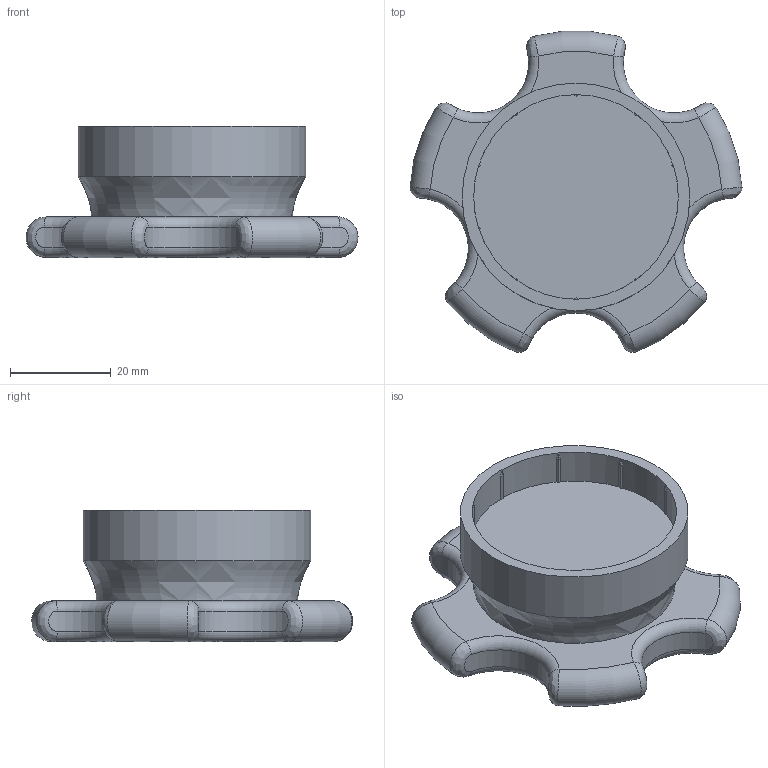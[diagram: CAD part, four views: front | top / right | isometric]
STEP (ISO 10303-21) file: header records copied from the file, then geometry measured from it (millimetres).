
FILE_DESCRIPTION(/* description */ (''),/* implementation_level */ '2;1');
FILE_NAME(/* name */ 'Milk Lid Clamp v7.stp',/* time_stamp */ '2025-09-12T00:18:00+02:00',/* author */ (''),/* organization */ (''),/* preprocessor_version */ 'ST-DEVELOPER v20.1',/* originating_system */ 'Autodesk Translation Framework v14.10.0.0',/* authorisation */ '');
FILE_SCHEMA (('AUTOMOTIVE_DESIGN { 1 0 10303 214 3 1 1 }'));
Length unit declared in the file: millimetre
Products named in the file (1): Milk Lid Clamp
Bounding box: 65.89 x 63.73 x 26.03 mm (x, y, z)
Volume: 38591.3 mm3; surface area: 10430.6 mm2
Topology: 1 solids, 1 shells, 86 faces, 216 edges, 134 vertices
Faces by surface type: plane 44, cylinder 16, torus 15, bspline 11
Full cylindrical faces by diameter (mm): 45.2 x1
Entity records: 3327 total; most frequent: CARTESIAN_POINT 1234, DIRECTION 441, ORIENTED_EDGE 432, EDGE_CURVE 216, AXIS2_PLACEMENT_3D 170, VERTEX_POINT 134, LINE 101, VECTOR 101
